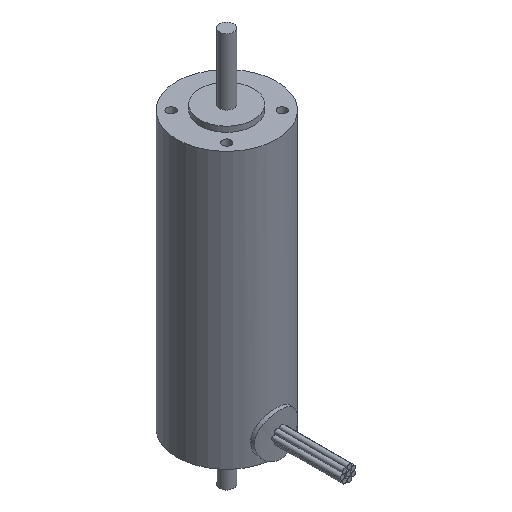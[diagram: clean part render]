
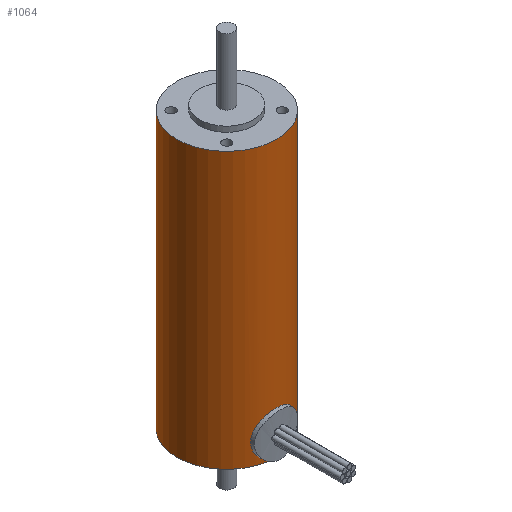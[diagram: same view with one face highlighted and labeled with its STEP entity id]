
A CAD part, isometric view. The second image highlights one B-rep face of the part: STEP entity #1064.
In plain terms, the highlighted cylindrical face has radius 14 mm (diameter 28 mm), a full revolution.
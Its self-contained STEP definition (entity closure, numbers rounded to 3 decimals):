
#963=CARTESIAN_POINT('',(-6.,-12.649,6.));
#964=VERTEX_POINT('',#963);
#965=CARTESIAN_POINT('',(0.0,-14.,12.));
#966=VERTEX_POINT('',#965);
#967=CARTESIAN_POINT('',(-6.,-12.649,6.));
#968=CARTESIAN_POINT('',(-6.,-12.649,6.765));
#969=CARTESIAN_POINT('',(-5.845,-12.726,7.572));
#970=CARTESIAN_POINT('',(-5.23,-12.991,9.047));
#971=CARTESIAN_POINT('',(-4.77,-13.174,9.715));
#972=CARTESIAN_POINT('',(-3.716,-13.509,10.77));
#973=CARTESIAN_POINT('',(-3.048,-13.685,11.23));
#974=CARTESIAN_POINT('',(-1.572,-13.932,11.845));
#975=CARTESIAN_POINT('',(-0.764,-14.0,12.));
#976=CARTESIAN_POINT('',(0.,-14.0,12.));
#977=B_SPLINE_CURVE_WITH_KNOTS('',3,(#967,#968,#969,#970,#971,#972,#973,#974,#975,#976),.UNSPECIFIED.,.F.,.U.,(4,2,2,2,4),(1.834,2.064,2.293,2.522,2.751),.UNSPECIFIED.);
#978=EDGE_CURVE('',#964,#966,#977,.T.);
#980=CARTESIAN_POINT('',(0.0,-14.,0.0));
#981=VERTEX_POINT('',#980);
#982=CARTESIAN_POINT('',(0.,-14.,0.));
#983=CARTESIAN_POINT('',(-0.764,-14.,0.));
#984=CARTESIAN_POINT('',(-1.572,-13.932,0.155));
#985=CARTESIAN_POINT('',(-3.048,-13.685,0.77));
#986=CARTESIAN_POINT('',(-3.716,-13.509,1.23));
#987=CARTESIAN_POINT('',(-4.77,-13.174,2.285));
#988=CARTESIAN_POINT('',(-5.23,-12.991,2.953));
#989=CARTESIAN_POINT('',(-5.845,-12.726,4.428));
#990=CARTESIAN_POINT('',(-6.,-12.649,5.235));
#991=CARTESIAN_POINT('',(-6.,-12.649,6.));
#992=B_SPLINE_CURVE_WITH_KNOTS('',3,(#982,#983,#984,#985,#986,#987,#988,#989,#990,#991),.UNSPECIFIED.,.F.,.U.,(4,2,2,2,4),(0.917,1.146,1.375,1.605,1.834),.UNSPECIFIED.);
#993=EDGE_CURVE('',#981,#964,#992,.T.);
#995=CARTESIAN_POINT('',(6.,-12.649,6.));
#996=VERTEX_POINT('',#995);
#997=CARTESIAN_POINT('',(6.,-12.649,6.));
#998=CARTESIAN_POINT('',(6.,-12.649,5.235));
#999=CARTESIAN_POINT('',(5.845,-12.726,4.428));
#1000=CARTESIAN_POINT('',(5.23,-12.991,2.953));
#1001=CARTESIAN_POINT('',(4.77,-13.174,2.285));
#1002=CARTESIAN_POINT('',(3.716,-13.509,1.23));
#1003=CARTESIAN_POINT('',(3.048,-13.685,0.77));
#1004=CARTESIAN_POINT('',(1.572,-13.932,0.155));
#1005=CARTESIAN_POINT('',(0.764,-14.0,0.));
#1006=CARTESIAN_POINT('',(0.,-14.0,0.));
#1007=B_SPLINE_CURVE_WITH_KNOTS('',3,(#997,#998,#999,#1000,#1001,#1002,#1003,#1004,#1005,#1006),.UNSPECIFIED.,.F.,.U.,(4,2,2,2,4),(0.0,0.229,0.459,0.688,0.917),.UNSPECIFIED.);
#1008=EDGE_CURVE('',#996,#981,#1007,.T.);
#1010=CARTESIAN_POINT('',(0.,-14.0,12.));
#1011=CARTESIAN_POINT('',(0.764,-14.0,12.));
#1012=CARTESIAN_POINT('',(1.572,-13.932,11.845));
#1013=CARTESIAN_POINT('',(3.048,-13.685,11.23));
#1014=CARTESIAN_POINT('',(3.716,-13.509,10.77));
#1015=CARTESIAN_POINT('',(4.77,-13.174,9.715));
#1016=CARTESIAN_POINT('',(5.23,-12.991,9.047));
#1017=CARTESIAN_POINT('',(5.845,-12.726,7.572));
#1018=CARTESIAN_POINT('',(6.,-12.649,6.765));
#1019=CARTESIAN_POINT('',(6.,-12.649,6.));
#1020=B_SPLINE_CURVE_WITH_KNOTS('',3,(#1010,#1011,#1012,#1013,#1014,#1015,#1016,#1017,#1018,#1019),.UNSPECIFIED.,.F.,.U.,(4,2,2,2,4),(2.751,2.98,3.21,3.439,3.668),.UNSPECIFIED.);
#1021=EDGE_CURVE('',#966,#996,#1020,.T.);
#1026=CARTESIAN_POINT('',(0.0,0.0,0.0));
#1027=DIRECTION('',(0.0,0.0,1.0));
#1028=DIRECTION('',(-1.0,0.0,0.0));
#1029=AXIS2_PLACEMENT_3D('',#1026,#1027,#1028);
#1030=CYLINDRICAL_SURFACE('',#1029,14.);
#1031=CARTESIAN_POINT('',(14.,0.,0.0));
#1032=VERTEX_POINT('',#1031);
#1033=CARTESIAN_POINT('',(0.0,0.0,0.0));
#1034=DIRECTION('',(0.0,0.0,-1.0));
#1035=DIRECTION('',(-1.0,0.0,0.0));
#1036=AXIS2_PLACEMENT_3D('',#1033,#1034,#1035);
#1037=CIRCLE('',#1036,14.);
#1038=EDGE_CURVE('',#1032,#981,#1037,.T.);
#1039=ORIENTED_EDGE('',*,*,#1038,.F.);
#1040=CARTESIAN_POINT('',(0.0,0.0,0.0));
#1041=DIRECTION('',(0.0,0.0,-1.0));
#1042=DIRECTION('',(-1.0,0.0,0.0));
#1043=AXIS2_PLACEMENT_3D('',#1040,#1041,#1042);
#1044=CIRCLE('',#1043,14.);
#1045=EDGE_CURVE('',#981,#1032,#1044,.T.);
#1046=ORIENTED_EDGE('',*,*,#1045,.F.);
#1047=ORIENTED_EDGE('',*,*,#993,.T.);
#1048=ORIENTED_EDGE('',*,*,#978,.T.);
#1049=ORIENTED_EDGE('',*,*,#1021,.T.);
#1050=ORIENTED_EDGE('',*,*,#1008,.T.);
#1051=EDGE_LOOP('',(#1039,#1046,#1047,#1048,#1049,#1050));
#1052=FACE_OUTER_BOUND('',#1051,.T.);
#1053=CARTESIAN_POINT('',(14.,0.,77.0));
#1054=VERTEX_POINT('',#1053);
#1055=CARTESIAN_POINT('',(0.0,0.0,77.0));
#1056=DIRECTION('',(0.0,0.0,-1.0));
#1057=DIRECTION('',(-1.0,0.0,0.0));
#1058=AXIS2_PLACEMENT_3D('',#1055,#1056,#1057);
#1059=CIRCLE('',#1058,14.);
#1060=EDGE_CURVE('',#1054,#1054,#1059,.T.);
#1061=ORIENTED_EDGE('',*,*,#1060,.T.);
#1062=EDGE_LOOP('',(#1061));
#1063=FACE_BOUND('',#1062,.T.);
#1064=ADVANCED_FACE('',(#1052,#1063),#1030,.T.);
